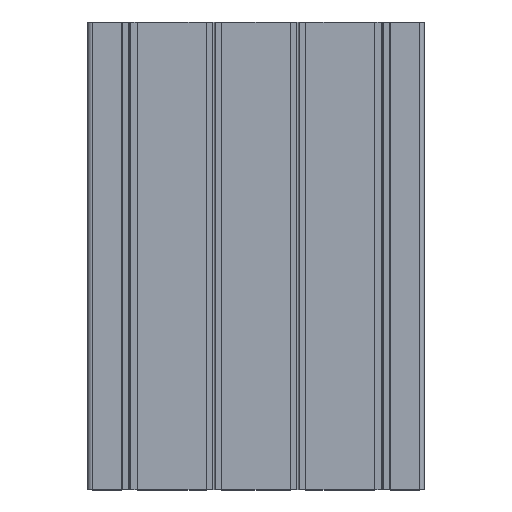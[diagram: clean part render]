
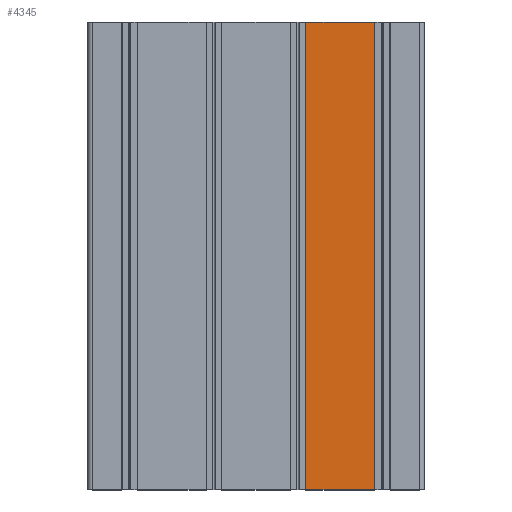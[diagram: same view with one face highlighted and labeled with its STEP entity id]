
A CAD part, top view. The second image highlights one B-rep face of the part: STEP entity #4345.
In plain terms, the highlighted planar face has unit normal (0, 0, 1).
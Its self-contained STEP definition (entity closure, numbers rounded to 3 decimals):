
#71=PLANE('',#4631);
#247=FACE_OUTER_BOUND('',#467,.T.);
#467=EDGE_LOOP('',(#3147,#3148,#3149,#3150));
#918=LINE('',#6483,#1432);
#920=LINE('',#6487,#1434);
#921=LINE('',#6489,#1435);
#922=LINE('',#6490,#1436);
#1432=VECTOR('',#5234,10.);
#1434=VECTOR('',#5238,10.);
#1435=VECTOR('',#5239,10.);
#1436=VECTOR('',#5240,10.);
#1941=VERTEX_POINT('',#6480);
#1942=VERTEX_POINT('',#6482);
#1943=VERTEX_POINT('',#6486);
#1944=VERTEX_POINT('',#6488);
#2434=EDGE_CURVE('',#1941,#1942,#918,.T.);
#2436=EDGE_CURVE('',#1941,#1943,#920,.T.);
#2437=EDGE_CURVE('',#1943,#1944,#921,.T.);
#2438=EDGE_CURVE('',#1944,#1942,#922,.T.);
#3147=ORIENTED_EDGE('',*,*,#2436,.T.);
#3148=ORIENTED_EDGE('',*,*,#2437,.T.);
#3149=ORIENTED_EDGE('',*,*,#2438,.T.);
#3150=ORIENTED_EDGE('',*,*,#2434,.F.);
#4345=ADVANCED_FACE('',(#247),#71,.F.);
#4631=AXIS2_PLACEMENT_3D('',#6485,#5236,#5237);
#5234=DIRECTION('',(0.,1.,0.));
#5236=DIRECTION('center_axis',(0.,0.,-1.));
#5237=DIRECTION('ref_axis',(-1.,0.,0.));
#5238=DIRECTION('',(1.,0.,0.));
#5239=DIRECTION('',(0.,1.,0.));
#5240=DIRECTION('',(-1.,0.,0.));
#6480=CARTESIAN_POINT('',(116.6,0.,45.));
#6482=CARTESIAN_POINT('',(116.6,250.,45.));
#6483=CARTESIAN_POINT('',(116.6,0.,45.));
#6485=CARTESIAN_POINT('Origin',(153.4,0.,45.));
#6486=CARTESIAN_POINT('',(153.4,0.,45.));
#6487=CARTESIAN_POINT('',(116.6,0.,45.));
#6488=CARTESIAN_POINT('',(153.4,250.,45.));
#6489=CARTESIAN_POINT('',(153.4,0.,45.));
#6490=CARTESIAN_POINT('',(116.6,250.,45.));
